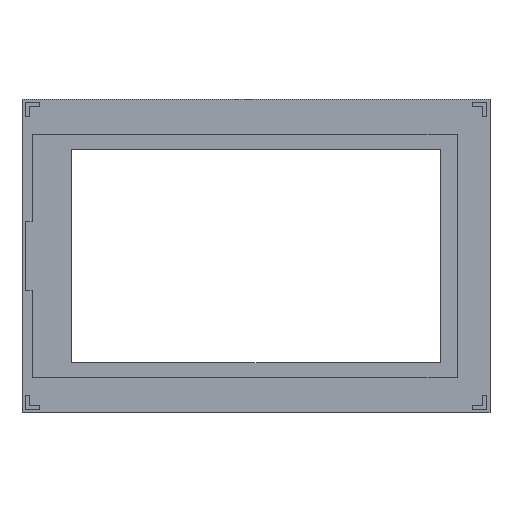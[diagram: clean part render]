
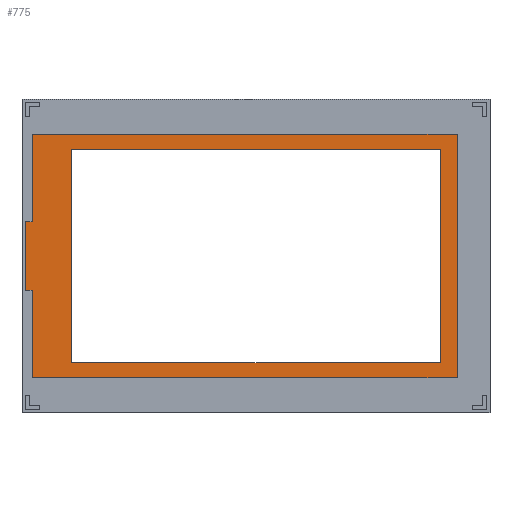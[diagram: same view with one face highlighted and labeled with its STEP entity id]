
A CAD part, top view. The second image highlights one B-rep face of the part: STEP entity #775.
In plain terms, the highlighted planar face has unit normal (0, 0, 1).
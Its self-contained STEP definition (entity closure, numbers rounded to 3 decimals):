
#7 = VECTOR ( 'NONE', #1613, 1000. ) ;
#8 = AXIS2_PLACEMENT_3D ( 'NONE', #932, #1351, #283 ) ;
#15 = LINE ( 'NONE', #702, #686 ) ;
#18 = CARTESIAN_POINT ( 'NONE',  ( 102.828, 51.944, 1. ) ) ;
#27 = LINE ( 'NONE', #1609, #85 ) ;
#32 = LINE ( 'NONE', #1463, #275 ) ;
#36 = CARTESIAN_POINT ( 'NONE',  ( 102.828, 4.944, 1. ) ) ;
#47 = CARTESIAN_POINT ( 'NONE',  ( 21.828, 51.944, 1. ) ) ;
#71 = VERTEX_POINT ( 'NONE', #18 ) ;
#78 = CARTESIAN_POINT ( 'NONE',  ( 13.078, 1.694, 1. ) ) ;
#85 = VECTOR ( 'NONE', #1209, 1000. ) ;
#104 = EDGE_CURVE ( 'NONE', #109, #964, #27, .T. ) ;
#106 = VERTEX_POINT ( 'NONE', #36 ) ;
#109 = VERTEX_POINT ( 'NONE', #1513 ) ;
#151 = FACE_OUTER_BOUND ( 'NONE', #588, .T. ) ;
#173 = CARTESIAN_POINT ( 'NONE',  ( 21.828, 4.944, 1. ) ) ;
#183 = EDGE_CURVE ( 'NONE', #499, #648, #1688, .T. ) ;
#199 = DIRECTION ( 'NONE',  ( -1., 0., 0. ) ) ;
#203 = ORIENTED_EDGE ( 'NONE', *, *, #104, .T. ) ;
#233 = CARTESIAN_POINT ( 'NONE',  ( 13.078, 20.944, 1. ) ) ;
#259 = EDGE_CURVE ( 'NONE', #1138, #694, #1509, .T. ) ;
#275 = VECTOR ( 'NONE', #1605, 1000. ) ;
#283 = DIRECTION ( 'NONE',  ( -1., 0., 0. ) ) ;
#323 = DIRECTION ( 'NONE',  ( 0., -1., 0. ) ) ;
#332 = EDGE_CURVE ( 'NONE', #106, #71, #829, .T. ) ;
#350 = VECTOR ( 'NONE', #199, 1000. ) ;
#355 = CARTESIAN_POINT ( 'NONE',  ( 13.078, 55.194, 1. ) ) ;
#356 = ORIENTED_EDGE ( 'NONE', *, *, #632, .F. ) ;
#363 = CARTESIAN_POINT ( 'NONE',  ( 106.578, 55.194, 1. ) ) ;
#372 = VERTEX_POINT ( 'NONE', #173 ) ;
#402 = DIRECTION ( 'NONE',  ( 0., -1., 0. ) ) ;
#463 = ORIENTED_EDGE ( 'NONE', *, *, #466, .T. ) ;
#466 = EDGE_CURVE ( 'NONE', #964, #1621, #843, .T. ) ;
#489 = LINE ( 'NONE', #519, #1521 ) ;
#491 = ORIENTED_EDGE ( 'NONE', *, *, #1444, .T. ) ;
#493 = VECTOR ( 'NONE', #1071, 1000. ) ;
#499 = VERTEX_POINT ( 'NONE', #1646 ) ;
#515 = DIRECTION ( 'NONE',  ( 1., 0., 0. ) ) ;
#519 = CARTESIAN_POINT ( 'NONE',  ( 13.078, 55.194, 1. ) ) ;
#536 = ORIENTED_EDGE ( 'NONE', *, *, #763, .T. ) ;
#548 = ORIENTED_EDGE ( 'NONE', *, *, #183, .T. ) ;
#588 = EDGE_LOOP ( 'NONE', ( #1468, #1181, #536, #203, #463, #1135, #548, #491 ) ) ;
#596 = EDGE_LOOP ( 'NONE', ( #1539, #863, #356, #1079 ) ) ;
#632 = EDGE_CURVE ( 'NONE', #372, #106, #1182, .T. ) ;
#648 = VERTEX_POINT ( 'NONE', #888 ) ;
#668 = LINE ( 'NONE', #946, #493 ) ;
#686 = VECTOR ( 'NONE', #402, 1000. ) ;
#694 = VERTEX_POINT ( 'NONE', #1489 ) ;
#695 = LINE ( 'NONE', #47, #1203 ) ;
#702 = CARTESIAN_POINT ( 'NONE',  ( 11.578, 35.944, 1. ) ) ;
#724 = EDGE_CURVE ( 'NONE', #71, #1044, #695, .T. ) ;
#742 = EDGE_CURVE ( 'NONE', #1621, #499, #32, .T. ) ;
#762 = VECTOR ( 'NONE', #1529, 1000. ) ;
#763 = EDGE_CURVE ( 'NONE', #694, #109, #15, .T. ) ;
#772 = VERTEX_POINT ( 'NONE', #1222 ) ;
#775 = ADVANCED_FACE ( 'NONE', ( #151, #1453 ), #938, .F. ) ;
#802 = EDGE_CURVE ( 'NONE', #1044, #372, #668, .T. ) ;
#813 = CARTESIAN_POINT ( 'NONE',  ( 13.078, 35.944, 1. ) ) ;
#821 = CARTESIAN_POINT ( 'NONE',  ( 102.828, 51.944, 1. ) ) ;
#829 = LINE ( 'NONE', #821, #1153 ) ;
#843 = LINE ( 'NONE', #983, #1554 ) ;
#863 = ORIENTED_EDGE ( 'NONE', *, *, #332, .F. ) ;
#888 = CARTESIAN_POINT ( 'NONE',  ( 106.578, 55.194, 1. ) ) ;
#892 = CARTESIAN_POINT ( 'NONE',  ( 21.828, 51.944, 1. ) ) ;
#932 = CARTESIAN_POINT ( 'NONE',  ( 0., 0., 1. ) ) ;
#938 = PLANE ( 'NONE',  #8 ) ;
#946 = CARTESIAN_POINT ( 'NONE',  ( 21.828, 51.944, 1. ) ) ;
#964 = VERTEX_POINT ( 'NONE', #233 ) ;
#983 = CARTESIAN_POINT ( 'NONE',  ( 13.078, 20.944, 1. ) ) ;
#1044 = VERTEX_POINT ( 'NONE', #892 ) ;
#1071 = DIRECTION ( 'NONE',  ( 0., -1., 0. ) ) ;
#1079 = ORIENTED_EDGE ( 'NONE', *, *, #802, .F. ) ;
#1098 = DIRECTION ( 'NONE',  ( 0., 1., 0. ) ) ;
#1135 = ORIENTED_EDGE ( 'NONE', *, *, #742, .T. ) ;
#1138 = VERTEX_POINT ( 'NONE', #813 ) ;
#1153 = VECTOR ( 'NONE', #1098, 1000. ) ;
#1181 = ORIENTED_EDGE ( 'NONE', *, *, #259, .T. ) ;
#1182 = LINE ( 'NONE', #1704, #1656 ) ;
#1203 = VECTOR ( 'NONE', #1214, 1000. ) ;
#1209 = DIRECTION ( 'NONE',  ( 1., 0., 0. ) ) ;
#1214 = DIRECTION ( 'NONE',  ( -1., 0., 0. ) ) ;
#1222 = CARTESIAN_POINT ( 'NONE',  ( 13.078, 55.194, 1. ) ) ;
#1351 = DIRECTION ( 'NONE',  ( 0., 0., -1. ) ) ;
#1378 = CARTESIAN_POINT ( 'NONE',  ( 13.078, 35.944, 1. ) ) ;
#1437 = DIRECTION ( 'NONE',  ( -1., 0., 0. ) ) ;
#1444 = EDGE_CURVE ( 'NONE', #648, #772, #489, .T. ) ;
#1453 = FACE_BOUND ( 'NONE', #596, .T. ) ;
#1463 = CARTESIAN_POINT ( 'NONE',  ( 13.078, 1.694, 1. ) ) ;
#1468 = ORIENTED_EDGE ( 'NONE', *, *, #1676, .T. ) ;
#1489 = CARTESIAN_POINT ( 'NONE',  ( 11.578, 35.944, 1. ) ) ;
#1509 = LINE ( 'NONE', #1378, #350 ) ;
#1513 = CARTESIAN_POINT ( 'NONE',  ( 11.578, 20.944, 1. ) ) ;
#1521 = VECTOR ( 'NONE', #1437, 1000. ) ;
#1529 = DIRECTION ( 'NONE',  ( 0., -1., 0. ) ) ;
#1539 = ORIENTED_EDGE ( 'NONE', *, *, #724, .F. ) ;
#1546 = LINE ( 'NONE', #355, #762 ) ;
#1554 = VECTOR ( 'NONE', #323, 1000. ) ;
#1605 = DIRECTION ( 'NONE',  ( 1., 0., 0. ) ) ;
#1609 = CARTESIAN_POINT ( 'NONE',  ( 13.078, 20.944, 1. ) ) ;
#1613 = DIRECTION ( 'NONE',  ( 0., 1., 0. ) ) ;
#1621 = VERTEX_POINT ( 'NONE', #78 ) ;
#1646 = CARTESIAN_POINT ( 'NONE',  ( 106.578, 1.694, 1. ) ) ;
#1656 = VECTOR ( 'NONE', #515, 1000. ) ;
#1676 = EDGE_CURVE ( 'NONE', #772, #1138, #1546, .T. ) ;
#1688 = LINE ( 'NONE', #363, #7 ) ;
#1704 = CARTESIAN_POINT ( 'NONE',  ( 21.828, 4.944, 1. ) ) ;
